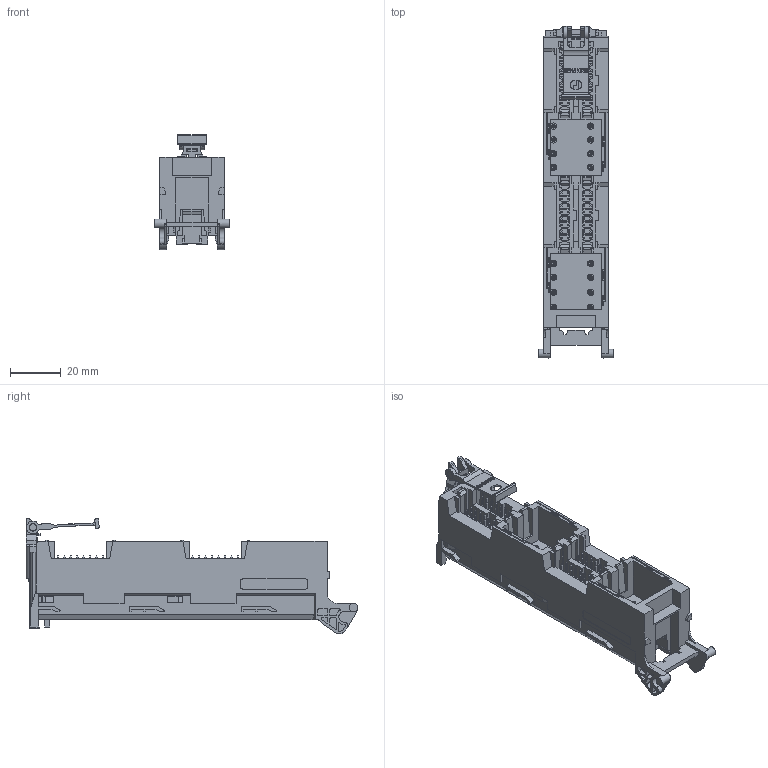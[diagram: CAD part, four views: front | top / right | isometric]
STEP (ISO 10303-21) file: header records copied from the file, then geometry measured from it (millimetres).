
FILE_DESCRIPTION(/* description */ (''),/* implementation_level */ '2;1');
FILE_NAME(/* name */ '6es79215ak200aa0_001_3d.stp',/* time_stamp */ '2012-09-16T21:02:38+02:00',/* author */ ('Z. Bartfai'),/* organization */ ('SIEMENS AG'),/* preprocessor_version */ 'ST-DEVELOPER v11',/* originating_system */ 'SIEMENS PLM Software NX 7.5',/* authorisation */ '');
FILE_SCHEMA (('AUTOMOTIVE_DESIGN { 1 0 10303 214 1 1 1 1 }'));
Products named in the file (4): A5E31193852A_001; A5E30969575A_001; A5E30969573A_001; A5E30969582A_001
Assembly tree (3 placements, depth 2):
  A5E30969582A_001
    A5E30969573A_001
    A5E30969575A_001
    A5E31193852A_001
Bounding box: 29.8 x 130.45 x 45.5 mm (x, y, z)
Volume: 45186.8 mm3; surface area: 37013.4 mm2
Topology: 158 solids, 158 shells, 3316 faces, 8450 edges, 5534 vertices
Faces by surface type: plane 2856, cylinder 397, extrusion 47, bspline 16
Full cylindrical faces by diameter (mm): 1.5 x16, 2.5 x7, 2.754 x2, 2.867 x2, 2.884 x2, 5 x1
Entity records: 101522 total; most frequent: CARTESIAN_POINT 20529, ORIENTED_EDGE 16810, DIRECTION 15385, EDGE_CURVE 8405, VECTOR 7255, LINE 7208, VERTEX_POINT 5527, AXIS2_PLACEMENT_3D 4065
